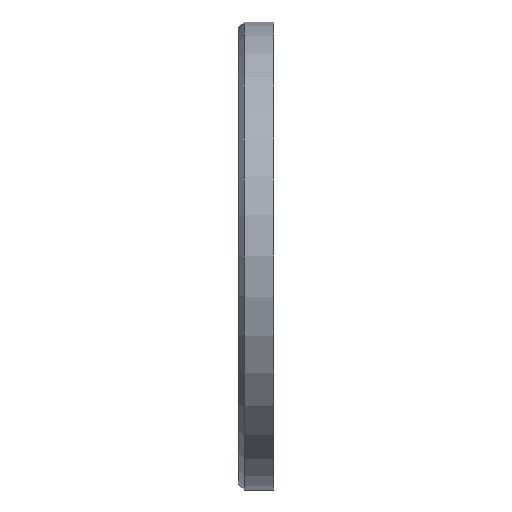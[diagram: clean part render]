
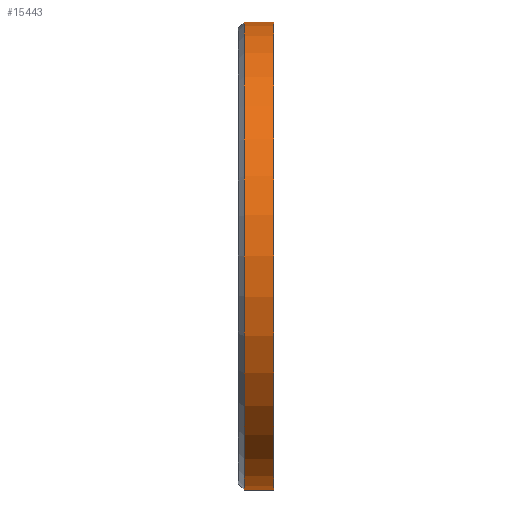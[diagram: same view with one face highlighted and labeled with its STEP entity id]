
A CAD part, left-side view. The second image highlights one B-rep face of the part: STEP entity #15443.
In plain terms, the highlighted cylindrical face has radius 40 mm (diameter 80 mm), a partial arc.
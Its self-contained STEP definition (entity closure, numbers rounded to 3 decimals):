
#359 = LINE ( 'NONE', #14504, #13665 ) ;
#1083 = ORIENTED_EDGE ( 'NONE', *, *, #4815, .T. ) ;
#1177 = DIRECTION ( 'NONE',  ( 0., -1., 0. ) ) ;
#1217 = VERTEX_POINT ( 'NONE', #5090 ) ;
#1354 = VERTEX_POINT ( 'NONE', #11872 ) ;
#2175 = CIRCLE ( 'NONE', #12214, 40. ) ;
#2299 = CARTESIAN_POINT ( 'NONE',  ( 0., 3., 0. ) ) ;
#2670 = ORIENTED_EDGE ( 'NONE', *, *, #14784, .F. ) ;
#4335 = FACE_OUTER_BOUND ( 'NONE', #12138, .T. ) ;
#4696 = CARTESIAN_POINT ( 'NONE',  ( 0., 2., 0. ) ) ;
#4815 = EDGE_CURVE ( 'NONE', #11992, #11951, #8433, .T. ) ;
#5090 = CARTESIAN_POINT ( 'NONE',  ( 0., -3., -40. ) ) ;
#5297 = EDGE_CURVE ( 'NONE', #11951, #1217, #7885, .T. ) ;
#5856 = CYLINDRICAL_SURFACE ( 'NONE', #11125, 40. ) ;
#7154 = DIRECTION ( 'NONE',  ( 0., -1., 0. ) ) ;
#7885 = LINE ( 'NONE', #9488, #8053 ) ;
#7887 = CARTESIAN_POINT ( 'NONE',  ( 0., -3., 0. ) ) ;
#8053 = VECTOR ( 'NONE', #14411, 1000. ) ;
#8433 = CIRCLE ( 'NONE', #9231, 40. ) ;
#8525 = CARTESIAN_POINT ( 'NONE',  ( 0., 2., -40. ) ) ;
#9231 = AXIS2_PLACEMENT_3D ( 'NONE', #4696, #7154, #11960 ) ;
#9488 = CARTESIAN_POINT ( 'NONE',  ( 0., 3., -40. ) ) ;
#11125 = AXIS2_PLACEMENT_3D ( 'NONE', #2299, #1177, #15721 ) ;
#11317 = ORIENTED_EDGE ( 'NONE', *, *, #12077, .T. ) ;
#11461 = DIRECTION ( 'NONE',  ( 0., 1., 0. ) ) ;
#11872 = CARTESIAN_POINT ( 'NONE',  ( 0., -3., 40. ) ) ;
#11951 = VERTEX_POINT ( 'NONE', #8525 ) ;
#11960 = DIRECTION ( 'NONE',  ( 0., 0., 1. ) ) ;
#11992 = VERTEX_POINT ( 'NONE', #12506 ) ;
#12077 = EDGE_CURVE ( 'NONE', #1217, #1354, #2175, .T. ) ;
#12138 = EDGE_LOOP ( 'NONE', ( #2670, #1083, #13891, #11317 ) ) ;
#12214 = AXIS2_PLACEMENT_3D ( 'NONE', #7887, #11461, #12817 ) ;
#12506 = CARTESIAN_POINT ( 'NONE',  ( 0., 2., 40. ) ) ;
#12817 = DIRECTION ( 'NONE',  ( 0., 0., 1. ) ) ;
#13665 = VECTOR ( 'NONE', #15720, 1000. ) ;
#13891 = ORIENTED_EDGE ( 'NONE', *, *, #5297, .T. ) ;
#14411 = DIRECTION ( 'NONE',  ( 0., -1., 0. ) ) ;
#14504 = CARTESIAN_POINT ( 'NONE',  ( 0., 3., 40. ) ) ;
#14784 = EDGE_CURVE ( 'NONE', #11992, #1354, #359, .T. ) ;
#15443 = ADVANCED_FACE ( 'NONE', ( #4335 ), #5856, .T. ) ;
#15720 = DIRECTION ( 'NONE',  ( 0., -1., 0. ) ) ;
#15721 = DIRECTION ( 'NONE',  ( 0., 0., -1. ) ) ;
